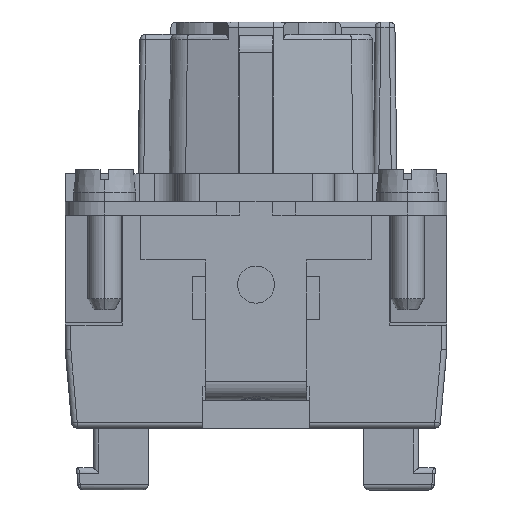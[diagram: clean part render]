
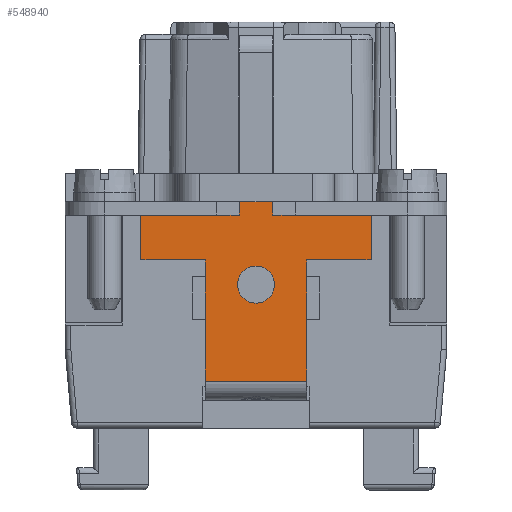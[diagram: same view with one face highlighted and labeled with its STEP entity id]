
A CAD part, left-side view. The second image highlights one B-rep face of the part: STEP entity #548940.
In plain terms, the highlighted planar face has unit normal (-1, 0, 0).
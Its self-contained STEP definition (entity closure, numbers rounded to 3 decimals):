
#542980=CARTESIAN_POINT('',(7.696,47.084,-5.1));
#542990=VERTEX_POINT('',#542980);
#543270=CARTESIAN_POINT('',(7.696,50.084,-5.1));
#543280=VERTEX_POINT('',#543270);
#543310=CARTESIAN_POINT('',(7.696,0.,-5.1));
#543320=DIRECTION('',(0.,-1.,0.));
#543330=VECTOR('',#543320,1.);
#543340=LINE('',#543310,#543330);
#543350=EDGE_CURVE('',#543280,#542990,#543340,.T.);
#546620=CARTESIAN_POINT('',(7.696,52.084,-3.9))
;
#546630=VERTEX_POINT('',#546620);
#547050=CARTESIAN_POINT('',(7.696,50.084,-3.9))
;
#547060=VERTEX_POINT('',#547050);
#547110=CARTESIAN_POINT('',(7.696,92.583,
-3.9));
#547120=DIRECTION('',(0.,-1.,0.));
#547130=VECTOR('',#547120,1.);
#547140=LINE('',#547110,#547130);
#547150=EDGE_CURVE('',#546630,#547060,#547140,.T.);
#547340=CARTESIAN_POINT('',(7.696,50.084,
-20.6));
#547350=DIRECTION('',(0.,0.,1.));
#547360=VECTOR('',#547350,1.);
#547370=LINE('',#547340,#547360);
#547380=EDGE_CURVE('',#543280,#547060,#547370,.T.);
#547510=CARTESIAN_POINT('',(7.696,31.584,-20.6
));
#547520=DIRECTION('',(-1.,0.,0.));
#547530=DIRECTION('',(0.,-1.,0.));
#547540=AXIS2_PLACEMENT_3D('',#547510,#547520,#547530);
#547550=PLANE('',#547540);
#547560=ORIENTED_EDGE('',*,*,#547380,.F.);
#547570=ORIENTED_EDGE('',*,*,#547150,.T.);
#547580=CARTESIAN_POINT('',(7.696,92.583,
-3.9));
#547590=DIRECTION('',(0.,1.,0.));
#547600=VECTOR('',#547590,1.);
#547610=LINE('',#547580,#547600);
#547620=CARTESIAN_POINT('',(7.696,58.834,-3.9
));
#547630=VERTEX_POINT('',#547620);
#547640=EDGE_CURVE('',#546630,#547630,#547610,.T.);
#547650=ORIENTED_EDGE('',*,*,#547640,.F.);
#547660=CARTESIAN_POINT('',(7.696,58.834,
-20.6));
#547670=DIRECTION('',(0.,0.,1.));
#547680=VECTOR('',#547670,1.);
#547690=LINE('',#547660,#547680);
#547700=CARTESIAN_POINT('',(7.696,58.834,0.1)
);
#547710=VERTEX_POINT('',#547700);
#547720=EDGE_CURVE('',#547630,#547710,#547690,.T.);
#547730=ORIENTED_EDGE('',*,*,#547720,.F.);
#547740=CARTESIAN_POINT('',(7.696,92.583,
0.1));
#547750=DIRECTION('',(0.,-1.,0.));
#547760=VECTOR('',#547750,1.);
#547770=LINE('',#547740,#547760);
#547780=CARTESIAN_POINT('',(7.696,53.084,0.1
));
#547790=VERTEX_POINT('',#547780);
#547800=EDGE_CURVE('',#547710,#547790,#547770,.T.);
#547810=ORIENTED_EDGE('',*,*,#547800,.F.);
#547820=CARTESIAN_POINT('',(7.696,53.084,
-20.6));
#547830=DIRECTION('',(0.,0.,1.));
#547840=VECTOR('',#547830,1.);
#547850=LINE('',#547820,#547840);
#547860=CARTESIAN_POINT('',(7.696,53.084,1.6)
);
#547870=VERTEX_POINT('',#547860);
#547880=EDGE_CURVE('',#547790,#547870,#547850,.T.);
#547890=ORIENTED_EDGE('',*,*,#547880,.F.);
#547900=CARTESIAN_POINT('',(7.696,53.084,
-20.6));
#547910=DIRECTION('',(0.,0.,1.));
#547920=VECTOR('',#547910,1.);
#547930=LINE('',#547900,#547920);
#547940=CARTESIAN_POINT('',(7.696,53.084,5.4)
);
#547950=VERTEX_POINT('',#547940);
#547960=EDGE_CURVE('',#547870,#547950,#547930,.T.);
#547970=ORIENTED_EDGE('',*,*,#547960,.F.);
#547980=CARTESIAN_POINT('',(7.696,53.084,
-20.6));
#547990=DIRECTION('',(0.,0.,1.));
#548000=VECTOR('',#547990,1.);
#548010=LINE('',#547980,#548000);
#548020=CARTESIAN_POINT('',(7.696,53.084,10.9))
;
#548030=VERTEX_POINT('',#548020);
#548040=EDGE_CURVE('',#547950,#548030,#548010,.T.);
#548050=ORIENTED_EDGE('',*,*,#548040,.F.);
#548060=CARTESIAN_POINT('',(7.696,92.583,
10.9));
#548070=DIRECTION('',(0.,-1.,0.));
#548080=VECTOR('',#548070,1.);
#548090=LINE('',#548060,#548080);
#548100=CARTESIAN_POINT('',(7.696,44.084,10.9)
);
#548110=VERTEX_POINT('',#548100);
#548120=EDGE_CURVE('',#548030,#548110,#548090,.T.);
#548130=ORIENTED_EDGE('',*,*,#548120,.F.);
#548140=CARTESIAN_POINT('',(7.696,44.084,-20.6
));
#548150=DIRECTION('',(0.,0.,-1.));
#548160=VECTOR('',#548150,1.);
#548170=LINE('',#548140,#548160);
#548180=CARTESIAN_POINT('',(7.696,44.084,5.4))
;
#548190=VERTEX_POINT('',#548180);
#548200=EDGE_CURVE('',#548110,#548190,#548170,.T.);
#548210=ORIENTED_EDGE('',*,*,#548200,.F.);
#548220=CARTESIAN_POINT('',(7.696,44.084,-20.6
));
#548230=DIRECTION('',(0.,0.,1.));
#548240=VECTOR('',#548230,1.);
#548250=LINE('',#548220,#548240);
#548260=CARTESIAN_POINT('',(7.696,44.084,1.6)
);
#548270=VERTEX_POINT('',#548260);
#548280=EDGE_CURVE('',#548270,#548190,#548250,.T.);
#548290=ORIENTED_EDGE('',*,*,#548280,.T.);
#548300=CARTESIAN_POINT('',(7.696,44.084,-20.6
));
#548310=DIRECTION('',(0.,0.,-1.));
#548320=VECTOR('',#548310,1.);
#548330=LINE('',#548300,#548320);
#548340=CARTESIAN_POINT('',(7.696,44.084,0.1
));
#548350=VERTEX_POINT('',#548340);
#548360=EDGE_CURVE('',#548270,#548350,#548330,.T.);
#548370=ORIENTED_EDGE('',*,*,#548360,.F.);
#548380=CARTESIAN_POINT('',(7.696,92.583,
0.1));
#548390=DIRECTION('',(0.,-1.,0.));
#548400=VECTOR('',#548390,1.);
#548410=LINE('',#548380,#548400);
#548420=CARTESIAN_POINT('',(7.696,38.334,0.1
));
#548430=VERTEX_POINT('',#548420);
#548440=EDGE_CURVE('',#548350,#548430,#548410,.T.);
#548450=ORIENTED_EDGE('',*,*,#548440,.F.);
#548460=CARTESIAN_POINT('',(7.696,38.334,-20.6
));
#548470=DIRECTION('',(0.,0.,-1.));
#548480=VECTOR('',#548470,1.);
#548490=LINE('',#548460,#548480);
#548500=CARTESIAN_POINT('',(7.696,38.334,-3.9
));
#548510=VERTEX_POINT('',#548500);
#548520=EDGE_CURVE('',#548430,#548510,#548490,.T.);
#548530=ORIENTED_EDGE('',*,*,#548520,.F.);
#548540=CARTESIAN_POINT('',(7.696,92.583,
-3.9));
#548550=DIRECTION('',(0.,1.,0.));
#548560=VECTOR('',#548550,1.);
#548570=LINE('',#548540,#548560);
#548580=CARTESIAN_POINT('',(7.696,45.084,-3.9
));
#548590=VERTEX_POINT('',#548580);
#548600=EDGE_CURVE('',#548510,#548590,#548570,.T.);
#548610=ORIENTED_EDGE('',*,*,#548600,.F.);
#548620=CARTESIAN_POINT('',(7.696,92.583,
-3.9));
#548630=DIRECTION('',(0.,-1.,0.));
#548640=VECTOR('',#548630,1.);
#548650=LINE('',#548620,#548640);
#548660=CARTESIAN_POINT('',(7.696,47.084,-3.9)
);
#548670=VERTEX_POINT('',#548660);
#548680=EDGE_CURVE('',#548670,#548590,#548650,.T.);
#548690=ORIENTED_EDGE('',*,*,#548680,.T.);
#548700=CARTESIAN_POINT('',(7.696,47.084,-20.6
));
#548710=DIRECTION('',(0.,0.,-1.));
#548720=VECTOR('',#548710,1.);
#548730=LINE('',#548700,#548720);
#548740=EDGE_CURVE('',#548670,#542990,#548730,.T.);
#548750=ORIENTED_EDGE('',*,*,#548740,.F.);
#548760=ORIENTED_EDGE('',*,*,#543350,.T.);
#548770=EDGE_LOOP('',(#548760,#548750,#548690,#548610,#548530,#548450,
#548370,#548290,#548210,#548130,#548050,#547970,#547890,#547810,#547730,
#547650,#547570,#547560));
#548780=FACE_OUTER_BOUND('',#548770,.T.);
#548790=CARTESIAN_POINT('',(7.696,48.584,2.3)
);
#548800=DIRECTION('',(-1.,0.,0.));
#548810=DIRECTION('',(0.,-1.,0.));
#548820=AXIS2_PLACEMENT_3D('',#548790,#548800,#548810);
#548830=CIRCLE('',#548820,1.65);
#548840=CARTESIAN_POINT('',(7.696,46.934,2.3)
);
#548850=VERTEX_POINT('',#548840);
#548860=CARTESIAN_POINT('',(7.696,50.234,2.3)
);
#548870=VERTEX_POINT('',#548860);
#548880=EDGE_CURVE('',#548850,#548870,#548830,.T.);
#548890=ORIENTED_EDGE('',*,*,#548880,.F.);
#548900=EDGE_CURVE('',#548870,#548850,#548830,.T.);
#548910=ORIENTED_EDGE('',*,*,#548900,.F.);
#548920=EDGE_LOOP('',(#548910,#548890));
#548930=FACE_BOUND('',#548920,.T.);
#548940=ADVANCED_FACE('',(#548780,#548930),#547550,.T.);
